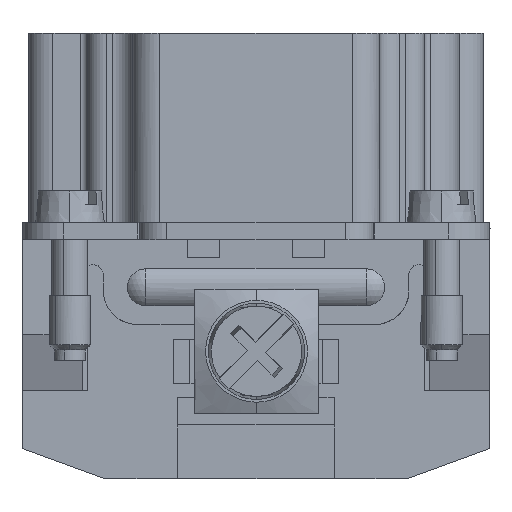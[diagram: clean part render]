
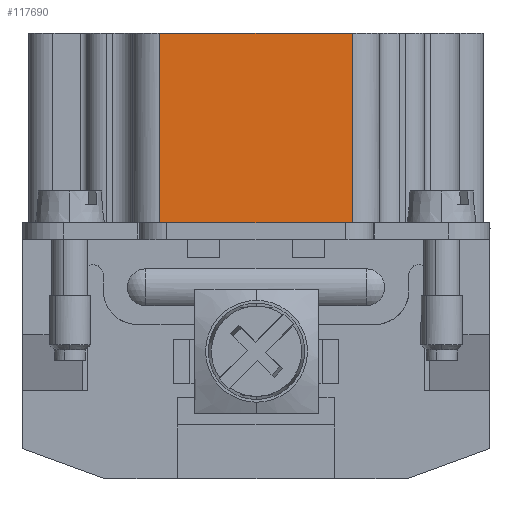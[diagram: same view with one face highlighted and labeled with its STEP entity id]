
A CAD part, front view. The second image highlights one B-rep face of the part: STEP entity #117690.
In plain terms, the highlighted face is planar.
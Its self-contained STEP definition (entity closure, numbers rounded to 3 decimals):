
#50240=CARTESIAN_POINT('',(249.603,-142.639,
-98.691));
#50250=VERTEX_POINT('',#50240);
#50420=CARTESIAN_POINT('',(263.353,-142.639,
-98.451));
#50430=VERTEX_POINT('',#50420);
#50460=CARTESIAN_POINT('',(263.388,-142.639,
-98.45));
#50470=DIRECTION('',(-1.,0.,
-0.017));
#50480=VECTOR('',#50470,1.);
#50490=LINE('',#50460,#50480);
#50500=EDGE_CURVE('',#50430,#50250,#50490,.T.);
#96490=CARTESIAN_POINT('',(263.353,-128.639,
-98.451));
#96500=VERTEX_POINT('',#96490);
#96530=CARTESIAN_POINT('',(263.353,0.062,
-98.451));
#96540=DIRECTION('',(0.,-1.,0.));
#96550=VECTOR('',#96540,1.);
#96560=LINE('',#96530,#96550);
#96570=EDGE_CURVE('',#96500,#50430,#96560,.T.);
#115800=CARTESIAN_POINT('',(249.603,0.062,
-98.691));
#115810=DIRECTION('',(0.,-1.,0.));
#115820=VECTOR('',#115810,1.);
#115830=LINE('',#115800,#115820);
#115840=CARTESIAN_POINT('',(249.603,-142.139,
-98.691));
#115850=VERTEX_POINT('',#115840);
#115860=EDGE_CURVE('',#115850,#50250,#115830,.T.);
#116260=CARTESIAN_POINT('',(249.603,-129.139,
-98.691));
#116270=VERTEX_POINT('',#116260);
#116300=CARTESIAN_POINT('',(249.603,0.062,
-98.691));
#116310=DIRECTION('',(0.,-1.,0.));
#116320=VECTOR('',#116310,1.);
#116330=LINE('',#116300,#116320);
#116340=CARTESIAN_POINT('',(249.603,-128.639,
-98.691));
#116350=VERTEX_POINT('',#116340);
#116360=EDGE_CURVE('',#116350,#116270,#116330,.T.);
#117460=CARTESIAN_POINT('',(228.506,-109.228,
-99.059));
#117470=DIRECTION('',(0.017,0.,
-1.));
#117480=DIRECTION('',(0.,1.,0.));
#117490=AXIS2_PLACEMENT_3D('',#117460,#117470,#117480);
#117500=PLANE('',#117490);
#117510=ORIENTED_EDGE('',*,*,#96570,.T.);
#117520=CARTESIAN_POINT('',(263.388,-128.639,
-98.45));
#117530=DIRECTION('',(1.,0.,
0.017));
#117540=VECTOR('',#117530,1.);
#117550=LINE('',#117520,#117540);
#117560=EDGE_CURVE('',#116350,#96500,#117550,.T.);
#117570=ORIENTED_EDGE('',*,*,#117560,.T.);
#117580=ORIENTED_EDGE('',*,*,#116360,.F.);
#117590=CARTESIAN_POINT('',(249.603,-135.489,
-98.691));
#117600=DIRECTION('',(0.,1.,0.));
#117610=VECTOR('',#117600,1.);
#117620=LINE('',#117590,#117610);
#117630=EDGE_CURVE('',#115850,#116270,#117620,.T.);
#117640=ORIENTED_EDGE('',*,*,#117630,.T.);
#117650=ORIENTED_EDGE('',*,*,#115860,.F.);
#117660=ORIENTED_EDGE('',*,*,#50500,.T.);
#117670=EDGE_LOOP('',(#117660,#117650,#117640,#117580,#117570,#117510));
#117680=FACE_OUTER_BOUND('',#117670,.T.);
#117690=ADVANCED_FACE('',(#117680),#117500,.T.);
